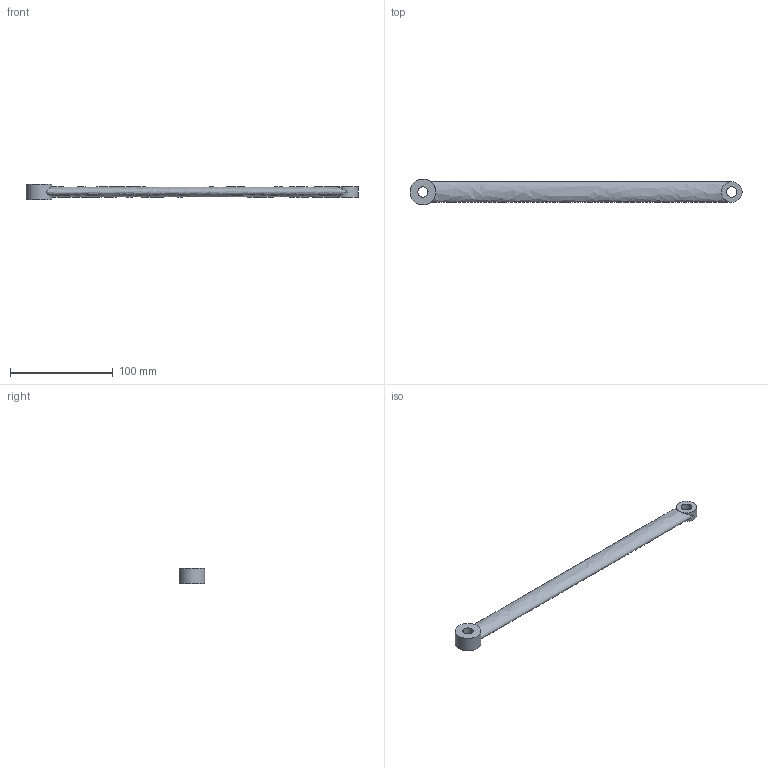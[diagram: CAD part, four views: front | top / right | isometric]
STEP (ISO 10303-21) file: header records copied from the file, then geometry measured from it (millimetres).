
FILE_DESCRIPTION(/* description */ (''),/* implementation_level */ '2;1');
FILE_NAME(/* name */ 'Link_1M_ipt_9accaeb0.STEP',/* time_stamp */ '2022-05-01T10:02:36-05:00',/* author */ ('Jhon Brando'),/* organization */ (''),/* preprocessor_version */ 'ST-DEVELOPER v18.1',/* originating_system */ 'Autodesk Inventor 2021',/* authorisation */ '');
FILE_SCHEMA (('AUTOMOTIVE_DESIGN { 1 0 10303 214 3 1 1 }'));
Length unit declared in the file: millimetre
Products named in the file (1): Link_1M
Bounding box: 322.5 x 25 x 15 mm (x, y, z)
Volume: 52476.5 mm3; surface area: 17218 mm2
Topology: 1 solids, 1 shells, 9 faces, 22 edges, 16 vertices
Faces by surface type: plane 4, cylinder 4, bspline 1
Full cylindrical faces by diameter (mm): 10 x2, 20 x1, 25 x1
Entity records: 393 total; most frequent: CARTESIAN_POINT 111, DIRECTION 54, ORIENTED_EDGE 36, AXIS2_PLACEMENT_3D 25, EDGE_CURVE 18, EDGE_LOOP 14, CIRCLE 12, VERTEX_POINT 12
